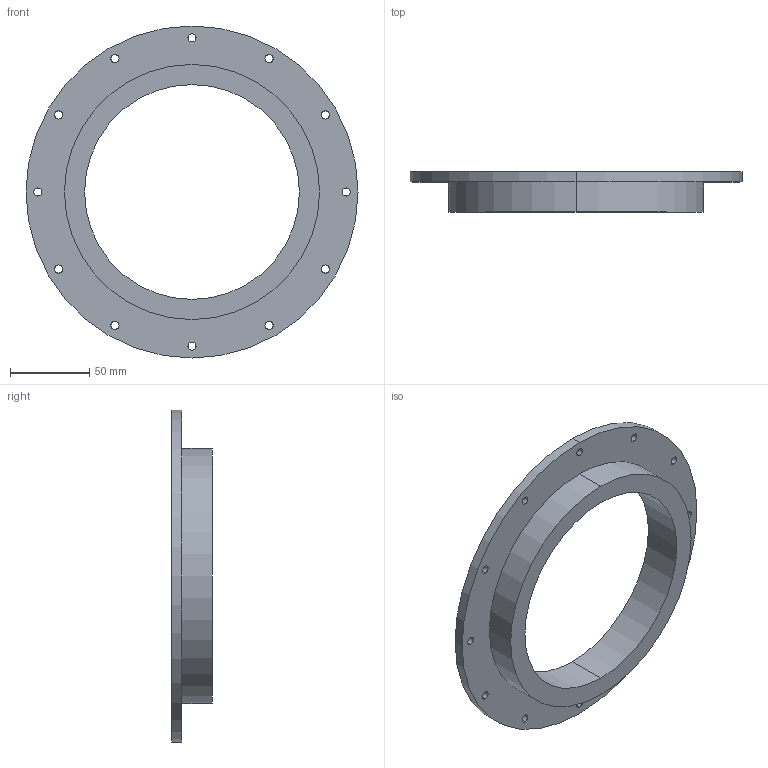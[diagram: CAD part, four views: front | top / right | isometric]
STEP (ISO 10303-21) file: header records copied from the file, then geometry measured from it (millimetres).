
FILE_DESCRIPTION (( 'STEP AP214' ), '1' );
FILE_NAME ('flange-6.5ID-360.STEP', '2023-07-17T14:18:43', ( '' ), ( '' ), 'SwSTEP 2.0', 'SolidWorks 2022', '' );
FILE_SCHEMA (( 'AUTOMOTIVE_DESIGN' ));
Length unit declared in the file: inch
Products named in the file (1): flange-6.5ID-360
Bounding box: 209.55 x 25.4 x 209.55 mm (x, y, z)
Volume: 224557.4 mm3; surface area: 69350.8 mm2
Topology: 1 solids, 1 shells, 39 faces, 102 edges, 68 vertices
Faces by surface type: cylinder 34, plane 5
Entity records: 1336 total; most frequent: DIRECTION 250, CARTESIAN_POINT 210, ORIENTED_EDGE 204, AXIS2_PLACEMENT_3D 108, EDGE_CURVE 102, CIRCLE 68, EDGE_LOOP 68, VERTEX_POINT 68
